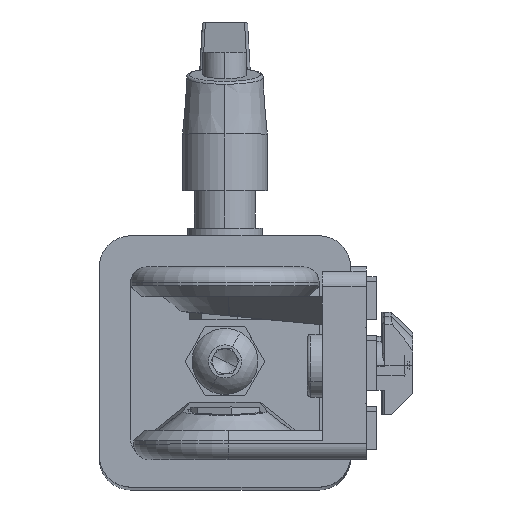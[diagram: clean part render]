
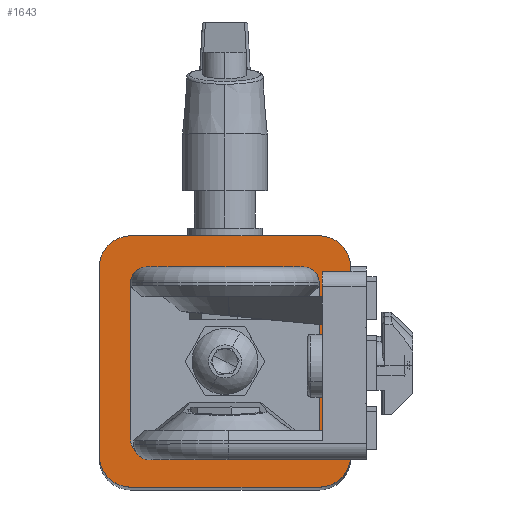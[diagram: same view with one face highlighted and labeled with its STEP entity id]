
A CAD part, top view. The second image highlights one B-rep face of the part: STEP entity #1643.
In plain terms, the highlighted planar face has unit normal (0, 0, 1).
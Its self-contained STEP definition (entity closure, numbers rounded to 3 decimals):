
#28 = LINE ( 'NONE', #20003, #2053 ) ;
#121 = CARTESIAN_POINT ( 'NONE',  ( 20., 15., 11.75 ) ) ;
#474 = EDGE_CURVE ( 'NONE', #16526, #19407, #9993, .T. ) ;
#684 = EDGE_CURVE ( 'NONE', #7140, #16526, #28, .T. ) ;
#1013 = DIRECTION ( 'NONE',  ( 1., 0., 0. ) ) ;
#1071 = VERTEX_POINT ( 'NONE', #16041 ) ;
#1573 = AXIS2_PLACEMENT_3D ( 'NONE', #19271, #19061, #20996 ) ;
#1643 = ADVANCED_FACE ( 'NONE', ( #14862, #3389 ), #9999, .T. ) ;
#1663 = ORIENTED_EDGE ( 'NONE', *, *, #19418, .F. ) ;
#1724 = ORIENTED_EDGE ( 'NONE', *, *, #13543, .T. ) ;
#1734 = CIRCLE ( 'NONE', #14184, 5. ) ;
#1959 = CARTESIAN_POINT ( 'NONE',  ( -15., -20., 11.75 ) ) ;
#2053 = VECTOR ( 'NONE', #3200, 1000. ) ;
#2111 = CARTESIAN_POINT ( 'NONE',  ( -20., -15., 11.75 ) ) ;
#2321 = DIRECTION ( 'NONE',  ( 0., 1., 0. ) ) ;
#2333 = ORIENTED_EDGE ( 'NONE', *, *, #15111, .T. ) ;
#2866 = DIRECTION ( 'NONE',  ( 0., -1., 0. ) ) ;
#3067 = DIRECTION ( 'NONE',  ( 1., 0., 0. ) ) ;
#3200 = DIRECTION ( 'NONE',  ( -1., 0., 0. ) ) ;
#3264 = VERTEX_POINT ( 'NONE', #17236 ) ;
#3389 = FACE_OUTER_BOUND ( 'NONE', #10711, .T. ) ;
#3542 = EDGE_CURVE ( 'NONE', #16808, #7560, #8812, .T. ) ;
#3825 = DIRECTION ( 'NONE',  ( 1., 0., 0. ) ) ;
#4428 = EDGE_CURVE ( 'NONE', #11510, #14024, #18658, .T. ) ;
#5228 = DIRECTION ( 'NONE',  ( 1., 0., 0. ) ) ;
#5249 = CARTESIAN_POINT ( 'NONE',  ( -20., 15., 11.75 ) ) ;
#5383 = AXIS2_PLACEMENT_3D ( 'NONE', #12155, #20297, #3825 ) ;
#5618 = AXIS2_PLACEMENT_3D ( 'NONE', #7071, #18473, #18797 ) ;
#6912 = DIRECTION ( 'NONE',  ( 0., 0., 1. ) ) ;
#7071 = CARTESIAN_POINT ( 'NONE',  ( 0., 0., 11.75 ) ) ;
#7140 = VERTEX_POINT ( 'NONE', #8944 ) ;
#7560 = VERTEX_POINT ( 'NONE', #121 ) ;
#7707 = EDGE_CURVE ( 'NONE', #1071, #16808, #8481, .T. ) ;
#7943 = DIRECTION ( 'NONE',  ( 0., 0., 1. ) ) ;
#8154 = CIRCLE ( 'NONE', #1573, 2.5 ) ;
#8481 = CIRCLE ( 'NONE', #5383, 5. ) ;
#8812 = LINE ( 'NONE', #20634, #20356 ) ;
#8844 = ORIENTED_EDGE ( 'NONE', *, *, #474, .T. ) ;
#8884 = LINE ( 'NONE', #1959, #18755 ) ;
#8944 = CARTESIAN_POINT ( 'NONE',  ( 15., 20., 11.75 ) ) ;
#9513 = ORIENTED_EDGE ( 'NONE', *, *, #7707, .T. ) ;
#9582 = EDGE_CURVE ( 'NONE', #19407, #11510, #11482, .T. ) ;
#9993 = CIRCLE ( 'NONE', #10348, 5. ) ;
#9999 = PLANE ( 'NONE',  #15777 ) ;
#10151 = CARTESIAN_POINT ( 'NONE',  ( 2.5, 0., 11.75 ) ) ;
#10348 = AXIS2_PLACEMENT_3D ( 'NONE', #12520, #17627, #1013 ) ;
#10711 = EDGE_LOOP ( 'NONE', ( #2333, #13081, #8844, #14102, #16416, #1724, #9513, #14624 ) ) ;
#10916 = CARTESIAN_POINT ( 'NONE',  ( -15., -20., 11.75 ) ) ;
#11055 = CARTESIAN_POINT ( 'NONE',  ( 15., 15., 11.75 ) ) ;
#11079 = CARTESIAN_POINT ( 'NONE',  ( 20., -15., 11.75 ) ) ;
#11396 = DIRECTION ( 'NONE',  ( 0., 0., 1. ) ) ;
#11482 = LINE ( 'NONE', #14717, #13098 ) ;
#11510 = VERTEX_POINT ( 'NONE', #2111 ) ;
#11623 = ORIENTED_EDGE ( 'NONE', *, *, #11666, .F. ) ;
#11666 = EDGE_CURVE ( 'NONE', #18494, #3264, #8154, .T. ) ;
#12155 = CARTESIAN_POINT ( 'NONE',  ( 15., -15., 11.75 ) ) ;
#12520 = CARTESIAN_POINT ( 'NONE',  ( -15., 15., 11.75 ) ) ;
#12713 = CARTESIAN_POINT ( 'NONE',  ( -15., -15., 11.75 ) ) ;
#13081 = ORIENTED_EDGE ( 'NONE', *, *, #684, .T. ) ;
#13098 = VECTOR ( 'NONE', #2866, 1000. ) ;
#13221 = DIRECTION ( 'NONE',  ( 1., 0., 0. ) ) ;
#13342 = CARTESIAN_POINT ( 'NONE',  ( 15., 15., 11.75 ) ) ;
#13543 = EDGE_CURVE ( 'NONE', #14024, #1071, #8884, .T. ) ;
#14024 = VERTEX_POINT ( 'NONE', #10916 ) ;
#14102 = ORIENTED_EDGE ( 'NONE', *, *, #9582, .T. ) ;
#14184 = AXIS2_PLACEMENT_3D ( 'NONE', #11055, #6912, #13221 ) ;
#14624 = ORIENTED_EDGE ( 'NONE', *, *, #3542, .T. ) ;
#14717 = CARTESIAN_POINT ( 'NONE',  ( -20., 15., 11.75 ) ) ;
#14862 = FACE_BOUND ( 'NONE', #17240, .T. ) ;
#15111 = EDGE_CURVE ( 'NONE', #7560, #7140, #1734, .T. ) ;
#15777 = AXIS2_PLACEMENT_3D ( 'NONE', #13342, #11396, #3067 ) ;
#16041 = CARTESIAN_POINT ( 'NONE',  ( 15., -20., 11.75 ) ) ;
#16416 = ORIENTED_EDGE ( 'NONE', *, *, #4428, .T. ) ;
#16526 = VERTEX_POINT ( 'NONE', #20967 ) ;
#16808 = VERTEX_POINT ( 'NONE', #11079 ) ;
#17236 = CARTESIAN_POINT ( 'NONE',  ( -2.5, 0., 11.75 ) ) ;
#17240 = EDGE_LOOP ( 'NONE', ( #11623, #1663 ) ) ;
#17627 = DIRECTION ( 'NONE',  ( 0., 0., 1. ) ) ;
#18071 = CIRCLE ( 'NONE', #5618, 2.5 ) ;
#18473 = DIRECTION ( 'NONE',  ( 0., 0., 1. ) ) ;
#18494 = VERTEX_POINT ( 'NONE', #10151 ) ;
#18658 = CIRCLE ( 'NONE', #20398, 5. ) ;
#18755 = VECTOR ( 'NONE', #5228, 1000. ) ;
#18797 = DIRECTION ( 'NONE',  ( 1., 0., 0. ) ) ;
#19061 = DIRECTION ( 'NONE',  ( 0., 0., 1. ) ) ;
#19271 = CARTESIAN_POINT ( 'NONE',  ( 0., 0., 11.75 ) ) ;
#19345 = DIRECTION ( 'NONE',  ( 1., 0., 0. ) ) ;
#19407 = VERTEX_POINT ( 'NONE', #5249 ) ;
#19418 = EDGE_CURVE ( 'NONE', #3264, #18494, #18071, .T. ) ;
#20003 = CARTESIAN_POINT ( 'NONE',  ( 15., 20., 11.75 ) ) ;
#20297 = DIRECTION ( 'NONE',  ( 0., 0., 1. ) ) ;
#20356 = VECTOR ( 'NONE', #2321, 1000. ) ;
#20398 = AXIS2_PLACEMENT_3D ( 'NONE', #12713, #7943, #19345 ) ;
#20634 = CARTESIAN_POINT ( 'NONE',  ( 20., -15., 11.75 ) ) ;
#20967 = CARTESIAN_POINT ( 'NONE',  ( -15., 20., 11.75 ) ) ;
#20996 = DIRECTION ( 'NONE',  ( 1., 0., 0. ) ) ;
